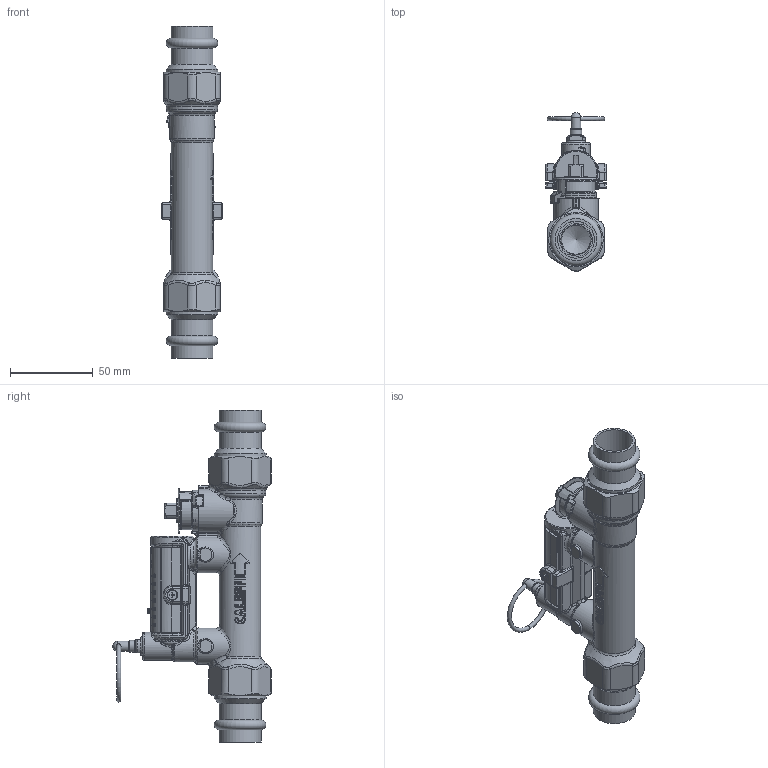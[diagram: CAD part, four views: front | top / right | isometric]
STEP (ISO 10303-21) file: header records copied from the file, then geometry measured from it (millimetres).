
FILE_DESCRIPTION(/* description */ (''),/* implementation_level */ '2;1');
FILE_NAME(/* name */ '132556A_Simplify_1.stp',/* time_stamp */ '2025-07-17T08:30:49-05:00',/* author */ ('ischreiner'),/* organization */ (''),/* preprocessor_version */ 'ST-DEVELOPER v20',/* originating_system */ 'Autodesk Inventor 2025',/* authorisation */ '');
FILE_SCHEMA (('AUTOMOTIVE_DESIGN { 1 0 10303 214 3 1 1 }'));
Length unit declared in the file: inch
Products named in the file (1): 132556A_Simplify_1
Bounding box: 36.6 x 95.9 x 200.88 mm (x, y, z)
Volume: 167562.8 mm3; surface area: 54170.7 mm2
Topology: 4 solids, 4 shells, 2525 faces, 6315 edges, 3734 vertices
Faces by surface type: plane 794, bspline 724, cylinder 623, torus 169, sphere 159, cone 56
Full cylindrical faces by diameter (mm): 0.429 x1, 0.673 x1, 2.5 x1, 3 x3, 3.1 x2, 3.3 x1, 4.1 x1, 4.2 x1, 5.7 x2, 6 x3, 7 x1, 14.5 x1, 17 x1, 17.475 x2, 22 x2, 22.403 x2, 22.7 x2, 24.2 x1, 25 x1, 25.4 x8, 26 x1, 31.394 x2
Entity records: 119432 total; most frequent: CARTESIAN_POINT 61351, ORIENTED_EDGE 12336, DIRECTION 10433, EDGE_CURVE 6168, AXIS2_PLACEMENT_3D 4083, VERTEX_POINT 3734, EDGE_LOOP 2638, STYLED_ITEM 2529
